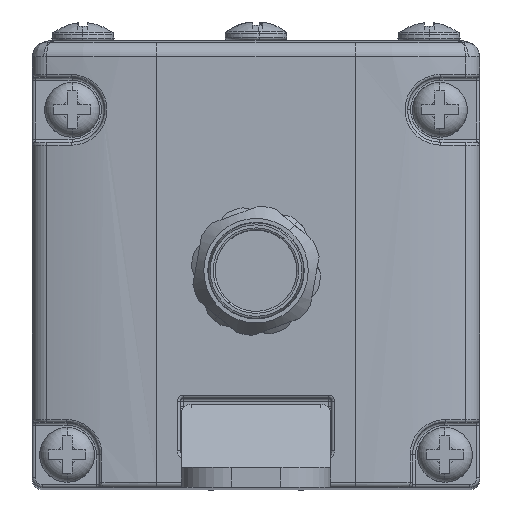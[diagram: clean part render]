
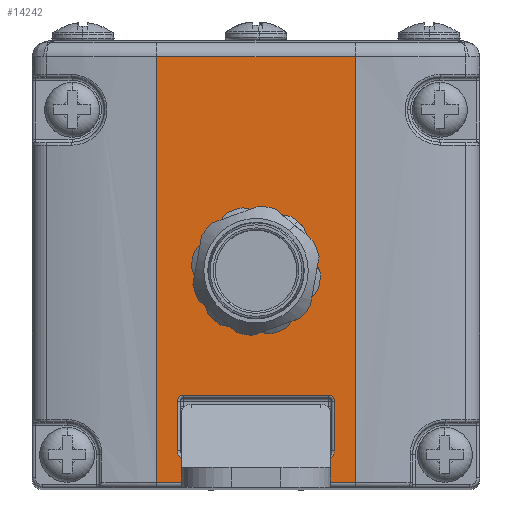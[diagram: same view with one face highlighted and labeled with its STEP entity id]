
A CAD part, top view. The second image highlights one B-rep face of the part: STEP entity #14242.
In plain terms, the highlighted planar face has unit normal (0, 0, 1).
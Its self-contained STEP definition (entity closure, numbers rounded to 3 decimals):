
#131 = LINE ( 'NONE', #8239, #447 ) ;
#301 = DIRECTION ( 'NONE',  ( 1., 0., 0. ) ) ;
#315 = VERTEX_POINT ( 'NONE', #20643 ) ;
#447 = VECTOR ( 'NONE', #25360, 1000. ) ;
#492 = DIRECTION ( 'NONE',  ( 0., -1., 0. ) ) ;
#526 = VERTEX_POINT ( 'NONE', #13086 ) ;
#565 = ORIENTED_EDGE ( 'NONE', *, *, #27389, .T. ) ;
#704 = EDGE_CURVE ( 'NONE', #31373, #19852, #23015, .T. ) ;
#1088 = DIRECTION ( 'NONE',  ( 0., -1., 0. ) ) ;
#1399 = CARTESIAN_POINT ( 'NONE',  ( -10., 22.5, 7. ) ) ;
#1804 = VERTEX_POINT ( 'NONE', #27962 ) ;
#3238 = ORIENTED_EDGE ( 'NONE', *, *, #21039, .T. ) ;
#3930 = VERTEX_POINT ( 'NONE', #10495 ) ;
#4068 =( BOUNDED_CURVE ( )  B_SPLINE_CURVE ( 3, ( #17646, #5491, #15242, #13000 ),
 .UNSPECIFIED., .F., .F. ) 
 B_SPLINE_CURVE_WITH_KNOTS ( ( 4, 4 ),
 ( 1.571, 3.142 ),
 .UNSPECIFIED. ) 
 CURVE ( )  GEOMETRIC_REPRESENTATION_ITEM ( )  RATIONAL_B_SPLINE_CURVE ( ( 1., 0.805, 0.805, 1. ) ) 
 REPRESENTATION_ITEM ( '' )  );
#4295 = VECTOR ( 'NONE', #1088, 1000. ) ;
#4503 = AXIS2_PLACEMENT_3D ( 'NONE', #28805, #27062, #21785 ) ;
#5459 = CARTESIAN_POINT ( 'NONE',  ( 10., 20.849, 7. ) ) ;
#5491 = CARTESIAN_POINT ( 'NONE',  ( 7.9, -19.273, 7. ) ) ;
#5507 = CARTESIAN_POINT ( 'NONE',  ( -7.9, -19.273, 7. ) ) ;
#5827 = VERTEX_POINT ( 'NONE', #21264 ) ;
#6131 = CARTESIAN_POINT ( 'NONE',  ( 0., 0., 7. ) ) ;
#7021 = DIRECTION ( 'NONE',  ( 0., 0., -1. ) ) ;
#7144 = AXIS2_PLACEMENT_3D ( 'NONE', #17085, #7021, #7185 ) ;
#7185 = DIRECTION ( 'NONE',  ( 1., 0., 0. ) ) ;
#7272 = EDGE_CURVE ( 'NONE', #315, #20946, #19850, .T. ) ;
#7712 = ORIENTED_EDGE ( 'NONE', *, *, #21263, .T. ) ;
#7742 = LINE ( 'NONE', #21674, #14792 ) ;
#8056 = CARTESIAN_POINT ( 'NONE',  ( -7.9, -18.776, 7. ) ) ;
#8239 = CARTESIAN_POINT ( 'NONE',  ( 10., -22., 7. ) ) ;
#8289 = DIRECTION ( 'NONE',  ( 0., 0., -1. ) ) ;
#8301 = ORIENTED_EDGE ( 'NONE', *, *, #28923, .T. ) ;
#8362 = CARTESIAN_POINT ( 'NONE',  ( -7.3, -19.624, 7. ) ) ;
#8783 = CARTESIAN_POINT ( 'NONE',  ( -10., -22., 7. ) ) ;
#9151 = FACE_OUTER_BOUND ( 'NONE', #12416, .T. ) ;
#9495 = DIRECTION ( 'NONE',  ( 0., -1., 0. ) ) ;
#9608 = CIRCLE ( 'NONE', #4503, 0.6 ) ;
#9612 = DIRECTION ( 'NONE',  ( 1., 0., 0. ) ) ;
#10341 = EDGE_LOOP ( 'NONE', ( #26060, #3238, #24522, #25573, #29046, #17957, #10509, #31149 ) ) ;
#10495 = CARTESIAN_POINT ( 'NONE',  ( 10., -22., 7. ) ) ;
#10509 = ORIENTED_EDGE ( 'NONE', *, *, #16428, .T. ) ;
#10975 = AXIS2_PLACEMENT_3D ( 'NONE', #6131, #16347, #30906 ) ;
#11401 = VECTOR ( 'NONE', #17169, 1000. ) ;
#11604 = ORIENTED_EDGE ( 'NONE', *, *, #22052, .F. ) ;
#11706 = FACE_BOUND ( 'NONE', #10341, .T. ) ;
#11853 = CARTESIAN_POINT ( 'NONE',  ( 7.3, -13.2, 7. ) ) ;
#11995 = ORIENTED_EDGE ( 'NONE', *, *, #7272, .T. ) ;
#12216 = CARTESIAN_POINT ( 'NONE',  ( -7.9, -13.8, 7. ) ) ;
#12320 = CARTESIAN_POINT ( 'NONE',  ( 10., 22.5, 7. ) ) ;
#12416 = EDGE_LOOP ( 'NONE', ( #15161, #8301, #11604, #565 ) ) ;
#12612 = CARTESIAN_POINT ( 'NONE',  ( 0., -0.7, 7. ) ) ;
#12683 = CARTESIAN_POINT ( 'NONE',  ( 7.9, -18.776, 7. ) ) ;
#12740 = EDGE_CURVE ( 'NONE', #22957, #5827, #22151, .T. ) ;
#13000 = CARTESIAN_POINT ( 'NONE',  ( 7.3, -19.624, 7. ) ) ;
#13086 = CARTESIAN_POINT ( 'NONE',  ( 7.3, -13.2, 7. ) ) ;
#13466 = EDGE_LOOP ( 'NONE', ( #7712, #11995 ) ) ;
#13797 = PLANE ( 'NONE',  #10975 ) ;
#14242 = ADVANCED_FACE ( 'NONE', ( #11706, #28347, #9151 ), #13797, .T. ) ;
#14510 = VERTEX_POINT ( 'NONE', #5459 ) ;
#14792 = VECTOR ( 'NONE', #9495, 1000. ) ;
#15161 = ORIENTED_EDGE ( 'NONE', *, *, #704, .T. ) ;
#15242 = CARTESIAN_POINT ( 'NONE',  ( 7.651, -19.624, 7. ) ) ;
#15320 = EDGE_CURVE ( 'NONE', #18385, #22957, #19764, .T. ) ;
#15584 = CARTESIAN_POINT ( 'NONE',  ( -7.3, -19.624, 7. ) ) ;
#15685 = VECTOR ( 'NONE', #22019, 1000. ) ;
#15802 = AXIS2_PLACEMENT_3D ( 'NONE', #17601, #22736, #25292 ) ;
#15991 = VERTEX_POINT ( 'NONE', #25615 ) ;
#16347 = DIRECTION ( 'NONE',  ( 0., 0., 1. ) ) ;
#16428 = EDGE_CURVE ( 'NONE', #1804, #18385, #18606, .T. ) ;
#17085 = CARTESIAN_POINT ( 'NONE',  ( 0., -0.7, 7. ) ) ;
#17169 = DIRECTION ( 'NONE',  ( 0., 1., 0. ) ) ;
#17601 = CARTESIAN_POINT ( 'NONE',  ( -7.3, -13.8, 7. ) ) ;
#17646 = CARTESIAN_POINT ( 'NONE',  ( 7.9, -18.776, 7. ) ) ;
#17957 = ORIENTED_EDGE ( 'NONE', *, *, #19324, .T. ) ;
#18269 = CARTESIAN_POINT ( 'NONE',  ( -7.9, -18.776, 7. ) ) ;
#18278 = VERTEX_POINT ( 'NONE', #20909 ) ;
#18285 = CARTESIAN_POINT ( 'NONE',  ( -7.651, -19.624, 7. ) ) ;
#18385 = VERTEX_POINT ( 'NONE', #15584 ) ;
#18606 = LINE ( 'NONE', #23414, #27428 ) ;
#18925 = DIRECTION ( 'NONE',  ( -1., 0., 0. ) ) ;
#19324 = EDGE_CURVE ( 'NONE', #21692, #1804, #4068, .T. ) ;
#19764 =( BOUNDED_CURVE ( )  B_SPLINE_CURVE ( 3, ( #8362, #18285, #5507, #8056 ),
 .UNSPECIFIED., .F., .F. ) 
 B_SPLINE_CURVE_WITH_KNOTS ( ( 4, 4 ),
 ( 0., 1.571 ),
 .UNSPECIFIED. ) 
 CURVE ( )  GEOMETRIC_REPRESENTATION_ITEM ( )  RATIONAL_B_SPLINE_CURVE ( ( 1., 0.805, 0.805, 1. ) ) 
 REPRESENTATION_ITEM ( '' )  );
#19850 = CIRCLE ( 'NONE', #25475, 5.3 ) ;
#19852 = VERTEX_POINT ( 'NONE', #8783 ) ;
#19854 = CARTESIAN_POINT ( 'NONE',  ( 5.3, -0.7, 7. ) ) ;
#20643 = CARTESIAN_POINT ( 'NONE',  ( -5.3, -0.7, 7. ) ) ;
#20909 = CARTESIAN_POINT ( 'NONE',  ( -7.3, -13.2, 7. ) ) ;
#20918 = CIRCLE ( 'NONE', #15802, 0.6 ) ;
#20939 = CIRCLE ( 'NONE', #7144, 5.3 ) ;
#20946 = VERTEX_POINT ( 'NONE', #19854 ) ;
#21036 = CARTESIAN_POINT ( 'NONE',  ( -10., 20.849, 7. ) ) ;
#21039 = EDGE_CURVE ( 'NONE', #5827, #18278, #20918, .T. ) ;
#21263 = EDGE_CURVE ( 'NONE', #20946, #315, #20939, .T. ) ;
#21264 = CARTESIAN_POINT ( 'NONE',  ( -7.9, -13.8, 7. ) ) ;
#21674 = CARTESIAN_POINT ( 'NONE',  ( 7.9, 0., 7. ) ) ;
#21692 = VERTEX_POINT ( 'NONE', #12683 ) ;
#21785 = DIRECTION ( 'NONE',  ( 1., 0., 0. ) ) ;
#22019 = DIRECTION ( 'NONE',  ( -1., 0., 0. ) ) ;
#22052 = EDGE_CURVE ( 'NONE', #14510, #3930, #24027, .T. ) ;
#22151 = LINE ( 'NONE', #12216, #11401 ) ;
#22338 = CARTESIAN_POINT ( 'NONE',  ( 0., 20.849, 7. ) ) ;
#22736 = DIRECTION ( 'NONE',  ( 0., 0., -1. ) ) ;
#22957 = VERTEX_POINT ( 'NONE', #18269 ) ;
#23015 = LINE ( 'NONE', #1399, #4295 ) ;
#23414 = CARTESIAN_POINT ( 'NONE',  ( -7.3, -19.624, 7. ) ) ;
#24027 = LINE ( 'NONE', #12320, #27113 ) ;
#24522 = ORIENTED_EDGE ( 'NONE', *, *, #29557, .T. ) ;
#25292 = DIRECTION ( 'NONE',  ( 1., 0., 0. ) ) ;
#25360 = DIRECTION ( 'NONE',  ( 1., 0., 0. ) ) ;
#25475 = AXIS2_PLACEMENT_3D ( 'NONE', #12612, #8289, #301 ) ;
#25573 = ORIENTED_EDGE ( 'NONE', *, *, #29515, .T. ) ;
#25615 = CARTESIAN_POINT ( 'NONE',  ( 7.9, -13.8, 7. ) ) ;
#26060 = ORIENTED_EDGE ( 'NONE', *, *, #12740, .T. ) ;
#26970 = LINE ( 'NONE', #22338, #15685 ) ;
#27062 = DIRECTION ( 'NONE',  ( 0., 0., -1. ) ) ;
#27113 = VECTOR ( 'NONE', #492, 1000. ) ;
#27389 = EDGE_CURVE ( 'NONE', #14510, #31373, #26970, .T. ) ;
#27428 = VECTOR ( 'NONE', #18925, 1000. ) ;
#27962 = CARTESIAN_POINT ( 'NONE',  ( 7.3, -19.624, 7. ) ) ;
#28347 = FACE_BOUND ( 'NONE', #13466, .T. ) ;
#28805 = CARTESIAN_POINT ( 'NONE',  ( 7.3, -13.8, 7. ) ) ;
#28923 = EDGE_CURVE ( 'NONE', #19852, #3930, #131, .T. ) ;
#29046 = ORIENTED_EDGE ( 'NONE', *, *, #31632, .T. ) ;
#29515 = EDGE_CURVE ( 'NONE', #526, #15991, #9608, .T. ) ;
#29522 = VECTOR ( 'NONE', #9612, 1000. ) ;
#29557 = EDGE_CURVE ( 'NONE', #18278, #526, #31521, .T. ) ;
#30906 = DIRECTION ( 'NONE',  ( 1., 0., 0. ) ) ;
#31149 = ORIENTED_EDGE ( 'NONE', *, *, #15320, .T. ) ;
#31373 = VERTEX_POINT ( 'NONE', #21036 ) ;
#31521 = LINE ( 'NONE', #11853, #29522 ) ;
#31632 = EDGE_CURVE ( 'NONE', #15991, #21692, #7742, .T. ) ;
